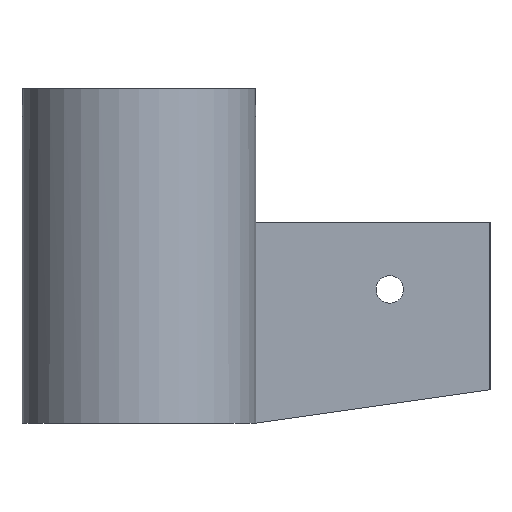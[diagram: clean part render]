
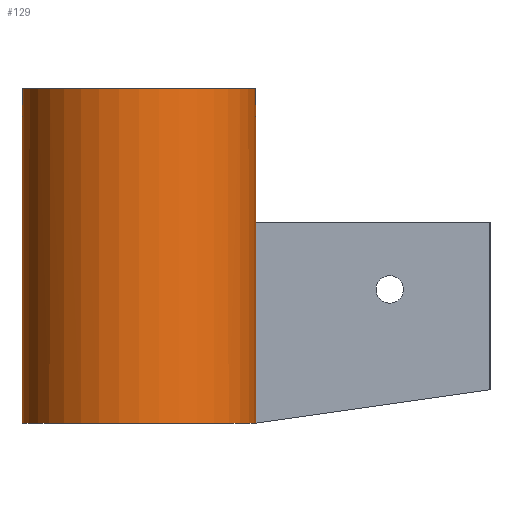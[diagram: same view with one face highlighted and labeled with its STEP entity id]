
A CAD part, left-side view. The second image highlights one B-rep face of the part: STEP entity #129.
In plain terms, the highlighted cylindrical face has radius 17.5 mm (diameter 35 mm), a partial arc.
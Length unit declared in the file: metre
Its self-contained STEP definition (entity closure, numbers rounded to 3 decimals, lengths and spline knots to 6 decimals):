
#129 = ADVANCED_FACE( '', ( #316 ), #317, .T. );
#316 = FACE_OUTER_BOUND( '', #571, .T. );
#317 = CYLINDRICAL_SURFACE( '', #572, 0.0175 );
#571 = EDGE_LOOP( '', ( #896, #897, #898, #899, #900, #901, #902, #903 ) );
#572 = AXIS2_PLACEMENT_3D( '', #904, #905, #906 );
#896 = ORIENTED_EDGE( '', *, *, #1417, .T. );
#897 = ORIENTED_EDGE( '', *, *, #1378, .F. );
#898 = ORIENTED_EDGE( '', *, *, #1418, .F. );
#899 = ORIENTED_EDGE( '', *, *, #1419, .F. );
#900 = ORIENTED_EDGE( '', *, *, #1420, .F. );
#901 = ORIENTED_EDGE( '', *, *, #1421, .T. );
#902 = ORIENTED_EDGE( '', *, *, #1422, .T. );
#903 = ORIENTED_EDGE( '', *, *, #1423, .T. );
#904 = CARTESIAN_POINT( '', ( -0.07, 0., 0.01 ) );
#905 = DIRECTION( '', ( 0., 0., 1. ) );
#906 = DIRECTION( '', ( -1., 0., 0. ) );
#1378 = EDGE_CURVE( '', #1639, #1634, #1641, .T. );
#1417 = EDGE_CURVE( '', #1705, #1634, #1706, .T. );
#1418 = EDGE_CURVE( '', #1707, #1639, #1708, .F. );
#1419 = EDGE_CURVE( '', #1709, #1707, #1710, .T. );
#1420 = EDGE_CURVE( '', #1711, #1709, #1712, .T. );
#1421 = EDGE_CURVE( '', #1711, #1713, #1714, .T. );
#1422 = EDGE_CURVE( '', #1713, #1715, #1716, .T. );
#1423 = EDGE_CURVE( '', #1715, #1705, #1717, .T. );
#1634 = VERTEX_POINT( '', #2005 );
#1639 = VERTEX_POINT( '', #2012 );
#1641 = LINE( '', #2015, #2016 );
#1705 = VERTEX_POINT( '', #2092 );
#1706 = CIRCLE( '', #2093, 0.0175 );
#1707 = VERTEX_POINT( '', #2094 );
#1708 = CIRCLE( '', #2095, 0.0175 );
#1709 = VERTEX_POINT( '', #2096 );
#1710 = LINE( '', #2097, #2098 );
#1711 = VERTEX_POINT( '', #2099 );
#1712 = CIRCLE( '', #2100, 0.0175 );
#1713 = VERTEX_POINT( '', #2101 );
#1714 = LINE( '', #2102, #2103 );
#1715 = VERTEX_POINT( '', #2104 );
#1716 = CIRCLE( '', #2105, 0.0175 );
#1717 = LINE( '', #2106, #2107 );
#2005 = CARTESIAN_POINT( '', ( -0.07, -0.0175, 0. ) );
#2012 = CARTESIAN_POINT( '', ( -0.07, -0.0175, 0.03 ) );
#2015 = CARTESIAN_POINT( '', ( -0.07, -0.0175, 0.01 ) );
#2016 = VECTOR( '', #2407, 1. );
#2092 = CARTESIAN_POINT( '', ( -0.07, 0.0175, 0. ) );
#2093 = AXIS2_PLACEMENT_3D( '', #2462, #2463, #2464 );
#2094 = CARTESIAN_POINT( '', ( -0.0551, -0.009178, 0.03 ) );
#2095 = AXIS2_PLACEMENT_3D( '', #2465, #2466, #2467 );
#2096 = CARTESIAN_POINT( '', ( -0.0551, -0.009178, 0.05 ) );
#2097 = CARTESIAN_POINT( '', ( -0.0551, -0.009178, 0.05 ) );
#2098 = VECTOR( '', #2468, 1. );
#2099 = CARTESIAN_POINT( '', ( -0.0551, 0.009178, 0.05 ) );
#2100 = AXIS2_PLACEMENT_3D( '', #2469, #2470, #2471 );
#2101 = CARTESIAN_POINT( '', ( -0.0551, 0.009178, 0.03 ) );
#2102 = CARTESIAN_POINT( '', ( -0.0551, 0.009178, 0.05 ) );
#2103 = VECTOR( '', #2472, 1. );
#2104 = CARTESIAN_POINT( '', ( -0.07, 0.0175, 0.03 ) );
#2105 = AXIS2_PLACEMENT_3D( '', #2473, #2474, #2475 );
#2106 = CARTESIAN_POINT( '', ( -0.07, 0.0175, 0.01 ) );
#2107 = VECTOR( '', #2476, 1. );
#2407 = DIRECTION( '', ( 0., 0., -1. ) );
#2462 = CARTESIAN_POINT( '', ( -0.07, 0., 0. ) );
#2463 = DIRECTION( '', ( 0., 0., 1. ) );
#2464 = DIRECTION( '', ( 1., 0., 0. ) );
#2465 = CARTESIAN_POINT( '', ( -0.07, 0., 0.03 ) );
#2466 = DIRECTION( '', ( 0., 0., 1. ) );
#2467 = DIRECTION( '', ( 1., 0., 0. ) );
#2468 = DIRECTION( '', ( 0., 0., -1. ) );
#2469 = CARTESIAN_POINT( '', ( -0.07, 0., 0.05 ) );
#2470 = DIRECTION( '', ( 0., 0., 1. ) );
#2471 = DIRECTION( '', ( 1., 0., 0. ) );
#2472 = DIRECTION( '', ( 0., 0., -1. ) );
#2473 = CARTESIAN_POINT( '', ( -0.07, 0., 0.03 ) );
#2474 = DIRECTION( '', ( 0., 0., 1. ) );
#2475 = DIRECTION( '', ( 1., 0., 0. ) );
#2476 = DIRECTION( '', ( 0., 0., -1. ) );
